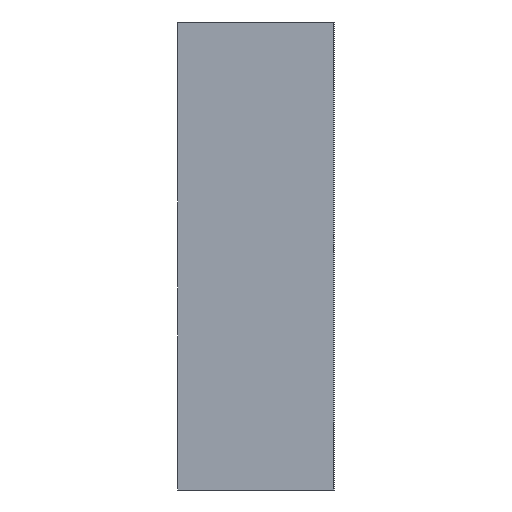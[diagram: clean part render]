
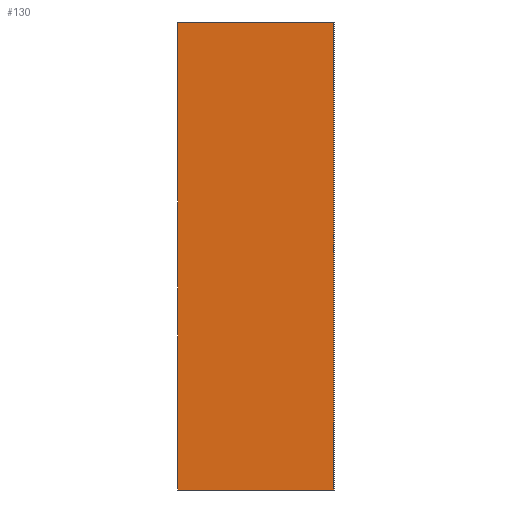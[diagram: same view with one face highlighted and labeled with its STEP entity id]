
A CAD part, left-side view. The second image highlights one B-rep face of the part: STEP entity #130.
In plain terms, the highlighted planar face has unit normal (-1, 0, 0).
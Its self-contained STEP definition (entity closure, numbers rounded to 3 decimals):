
#21=LINE('',#190,#33);
#25=LINE('',#199,#37);
#28=LINE('',#207,#40);
#31=LINE('',#213,#43);
#33=VECTOR('',#160,1000.);
#37=VECTOR('',#166,1000.);
#40=VECTOR('',#173,1000.);
#43=VECTOR('',#178,1000.);
#67=ORIENTED_EDGE('',*,*,#74,.F.);
#68=ORIENTED_EDGE('',*,*,#85,.F.);
#69=ORIENTED_EDGE('',*,*,#82,.F.);
#70=ORIENTED_EDGE('',*,*,#78,.F.);
#74=EDGE_CURVE('',#88,#89,#21,.T.);
#78=EDGE_CURVE('',#89,#92,#25,.T.);
#82=EDGE_CURVE('',#92,#95,#28,.T.);
#85=EDGE_CURVE('',#95,#88,#31,.T.);
#88=VERTEX_POINT('',#191);
#89=VERTEX_POINT('',#192);
#92=VERTEX_POINT('',#200);
#95=VERTEX_POINT('',#208);
#106=EDGE_LOOP('',(#67,#68,#69,#70));
#116=FACE_BOUND('',#106,.T.);
#124=PLANE('',#152);
#130=ADVANCED_FACE('',(#116),#124,.F.);
#152=AXIS2_PLACEMENT_3D('',#216,#182,#183);
#160=DIRECTION('',(0.,0.,1.));
#166=DIRECTION('',(0.,-1.,0.));
#173=DIRECTION('',(0.,0.,-1.));
#178=DIRECTION('',(0.,1.,0.));
#182=DIRECTION('',(1.,0.,0.));
#183=DIRECTION('',(0.,0.,-1.));
#190=CARTESIAN_POINT('',(0.,10.,-15.));
#191=CARTESIAN_POINT('',(0.,10.,-15.));
#192=CARTESIAN_POINT('',(0.,10.,15.));
#199=CARTESIAN_POINT('',(0.,10.,15.));
#200=CARTESIAN_POINT('',(0.,0.,15.));
#207=CARTESIAN_POINT('',(0.,0.,15.));
#208=CARTESIAN_POINT('',(0.,0.,-15.));
#213=CARTESIAN_POINT('',(0.,0.,-15.));
#216=CARTESIAN_POINT('',(0.,0.,0.));
